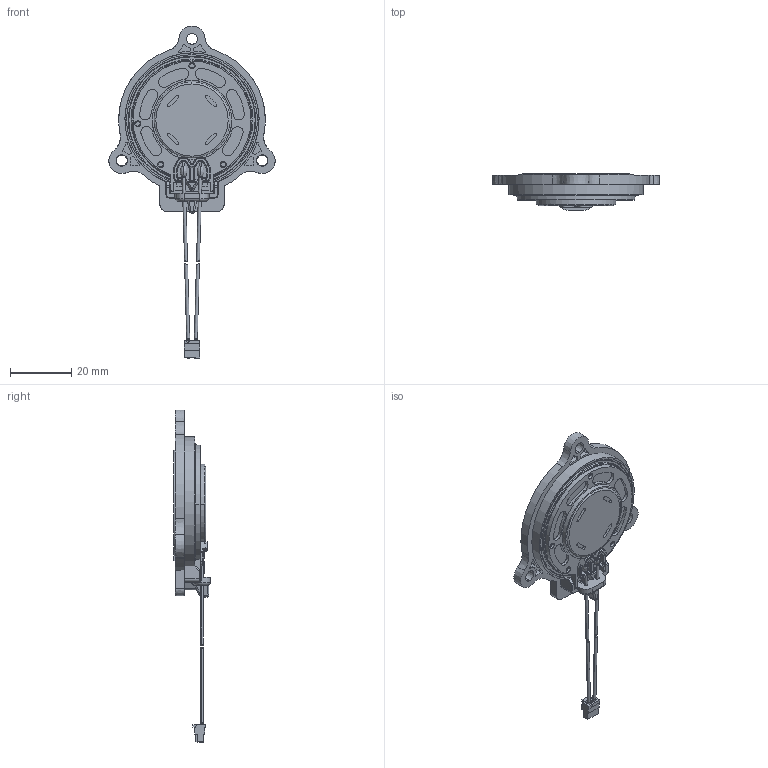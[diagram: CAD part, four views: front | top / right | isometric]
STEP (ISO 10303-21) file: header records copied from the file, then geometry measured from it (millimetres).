
FILE_DESCRIPTION (( 'STEP AP203' ), '1' );
FILE_NAME ('HDR9440-013030_v07_190628.STEP', '2019-06-28T04:42:37', ( '' ), ( '' ), 'SwSTEP 2.0', 'SolidWorks 2018', '' );
FILE_SCHEMA (( 'CONFIG_CONTROL_DESIGN' ));
Length unit declared in the file: millimetre
Products named in the file (1): HDR9440-013030_v07_190628
Bounding box: 54.38 x 11.95 x 108.53 mm (x, y, z)
Volume: 14842.9 mm3; surface area: 9673.3 mm2
Topology: 5 solids, 5 shells, 986 faces, 2604 edges, 1665 vertices
Faces by surface type: plane 337, cylinder 301, cone 232, bspline 71, sphere 25, torus 20
Entity records: 31799 total; most frequent: CARTESIAN_POINT 7654, ORIENTED_EDGE 5184, DIRECTION 5054, EDGE_CURVE 2592, AXIS2_PLACEMENT_3D 1880, VERTEX_POINT 1665, LINE 1294, VECTOR 1294
